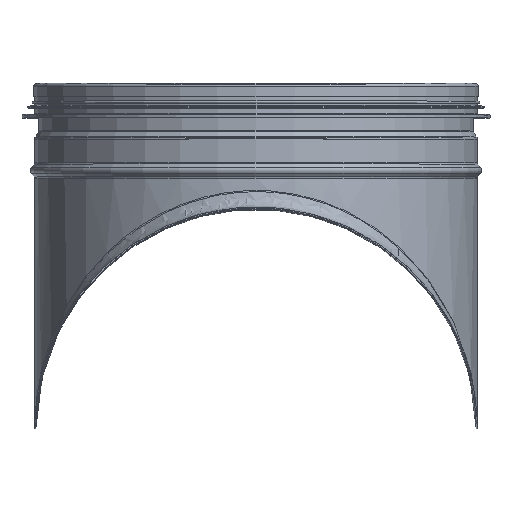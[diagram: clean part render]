
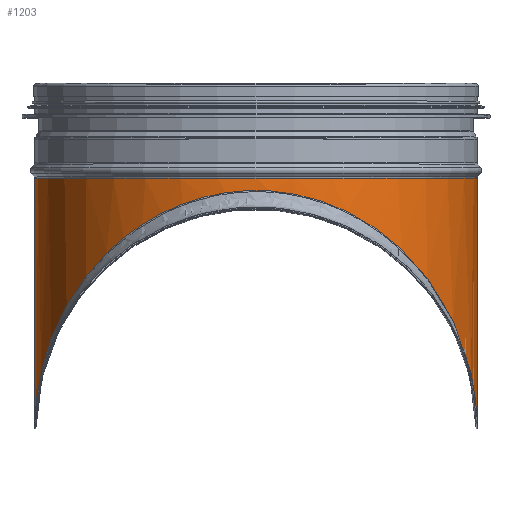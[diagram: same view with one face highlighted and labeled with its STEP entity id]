
A CAD part, top view. The second image highlights one B-rep face of the part: STEP entity #1203.
In plain terms, the highlighted cylindrical face has radius 98.975 mm (diameter 197.95 mm), a full revolution.
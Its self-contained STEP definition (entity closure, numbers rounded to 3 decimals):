
#1118=CARTESIAN_POINT('',(-98.974,0.5,-0.465));
#1119=VERTEX_POINT('',#1118);
#1129=CARTESIAN_POINT('',(98.974,0.5,-0.465));
#1130=VERTEX_POINT('',#1129);
#1131=CARTESIAN_POINT('',(0.,0.,0.0));
#1132=DIRECTION('',(0.,-0.681,-0.732));
#1133=DIRECTION('',(0.,0.732,-0.681));
#1134=AXIS2_PLACEMENT_3D('',#1131,#1132,#1133);
#1135=ELLIPSE('',#1134,145.372,98.975);
#1136=EDGE_CURVE('',#1119,#1130,#1135,.T.);
#1159=CARTESIAN_POINT('',(0.,56.25,0.0));
#1160=DIRECTION('',(0.,1.0,0.0));
#1161=DIRECTION('',(-1.0,0.0,0.0));
#1162=AXIS2_PLACEMENT_3D('',#1159,#1160,#1161);
#1163=CYLINDRICAL_SURFACE('',#1162,98.975);
#1164=ORIENTED_EDGE('',*,*,#1136,.F.);
#1165=CARTESIAN_POINT('',(-98.974,0.5,0.465));
#1166=VERTEX_POINT('',#1165);
#1167=CARTESIAN_POINT('',(0.,0.5,0.0));
#1168=DIRECTION('',(0.0,1.0,0.0));
#1169=DIRECTION('',(-1.0,0.0,0.0));
#1170=AXIS2_PLACEMENT_3D('',#1167,#1168,#1169);
#1171=CIRCLE('',#1170,98.975);
#1172=EDGE_CURVE('',#1119,#1166,#1171,.T.);
#1173=ORIENTED_EDGE('',*,*,#1172,.T.);
#1174=CARTESIAN_POINT('',(98.974,0.5,0.465));
#1175=VERTEX_POINT('',#1174);
#1176=CARTESIAN_POINT('',(0.,0.,0.0));
#1177=DIRECTION('',(0.,-0.681,0.732));
#1178=DIRECTION('',(0.,0.732,0.681));
#1179=AXIS2_PLACEMENT_3D('',#1176,#1177,#1178);
#1180=ELLIPSE('',#1179,145.372,98.975);
#1181=EDGE_CURVE('',#1175,#1166,#1180,.T.);
#1182=ORIENTED_EDGE('',*,*,#1181,.F.);
#1183=CARTESIAN_POINT('',(0.,0.5,0.0));
#1184=DIRECTION('',(0.0,1.0,0.0));
#1185=DIRECTION('',(-1.0,0.0,0.0));
#1186=AXIS2_PLACEMENT_3D('',#1183,#1184,#1185);
#1187=CIRCLE('',#1186,98.975);
#1188=EDGE_CURVE('',#1175,#1130,#1187,.T.);
#1189=ORIENTED_EDGE('',*,*,#1188,.T.);
#1190=EDGE_LOOP('',(#1164,#1173,#1182,#1189));
#1191=FACE_OUTER_BOUND('',#1190,.T.);
#1192=CARTESIAN_POINT('',(-98.975,112.,0.0));
#1193=VERTEX_POINT('',#1192);
#1194=CARTESIAN_POINT('',(0.,112.,0.0));
#1195=DIRECTION('',(0.0,1.0,0.0));
#1196=DIRECTION('',(-1.0,0.0,0.0));
#1197=AXIS2_PLACEMENT_3D('',#1194,#1195,#1196);
#1198=CIRCLE('',#1197,98.975);
#1199=EDGE_CURVE('',#1193,#1193,#1198,.T.);
#1200=ORIENTED_EDGE('',*,*,#1199,.F.);
#1201=EDGE_LOOP('',(#1200));
#1202=FACE_BOUND('',#1201,.T.);
#1203=ADVANCED_FACE('',(#1191,#1202),#1163,.T.);
